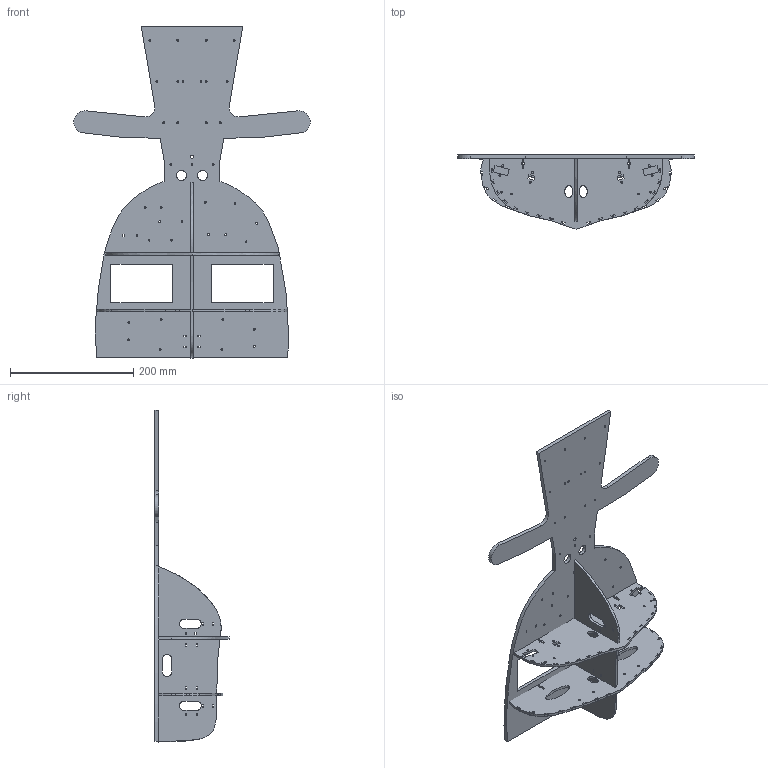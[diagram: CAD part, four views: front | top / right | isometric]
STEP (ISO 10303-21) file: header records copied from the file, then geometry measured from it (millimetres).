
FILE_DESCRIPTION(('STEP AP242'), '1');
FILE_NAME('盷謥盷謥栖闉罻 錒攡', '2022-11-08T13:46:51', (''), (''), 'ASCON STEP Converter 1.6', 'ASCON Math Kernel', '');
FILE_SCHEMA(('AP242_MANAGED_MODEL_BASED_3D_ENGINEERING_MIM_LF { 1 0 10303 442 1 1 4 }'));
Length unit declared in the file: millimetre
Products named in the file (6):  X2 041F043504400435041F04350440043504210431043E0440043A0430 X0     X2 043B043804460430 X0 ;  X2 043F043B043004420444043E0440043C0430 X0 _ X2 0433043B043004370430 X0 ;  X2 043F043B043004420444043E0440043C0430 X0 _ X2 0434043B044F X0 _   X2 04310440043E043204350439 X0 ;  X2 043F043E043F0435044004350447043D0430044F X0 _ X2 043F043E04340434043504400436043A0430 X0 ; head_1; ard_uno_r3
Assembly tree (6 placements, depth 2):
   X2 041F043504400435041F04350440043504210431043E0440043A0430 X0     X2 043B043804460430 X0 
     X2 043F043B043004420444043E0440043C0430 X0 _ X2 0433043B043004370430 X0 
     X2 043F043B043004420444043E0440043C0430 X0 _ X2 0434043B044F X0 _   X2 04310440043E043204350439 X0 
     X2 043F043E043F0435044004350447043D0430044F X0 _ X2 043F043E04340434043504400436043A0430 X0 
    head_1
    ard_uno_r3  x2
Bounding box: 383.02 x 119.91 x 537.87 mm (x, y, z)
Volume: 908029.3 mm3; surface area: 394896.3 mm2
Topology: 4 solids, 4 shells, 505 faces, 1589 edges, 1108 vertices
Faces by surface type: plane 405, cylinder 83, bspline 17
Full cylindrical faces by diameter (mm): 0.1 x1, 2.88 x6, 2.9 x2, 3 x40, 3.3 x8, 5 x1, 16 x2
Entity records: 23601 total; most frequent: CARTESIAN_POINT 4715, ORIENTED_EDGE 3008, DIRECTION 2690, EDGE_CURVE 1504, LINE 1218, VECTOR 1218, VERTEX_POINT 1074, EDGE_LOOP 850
